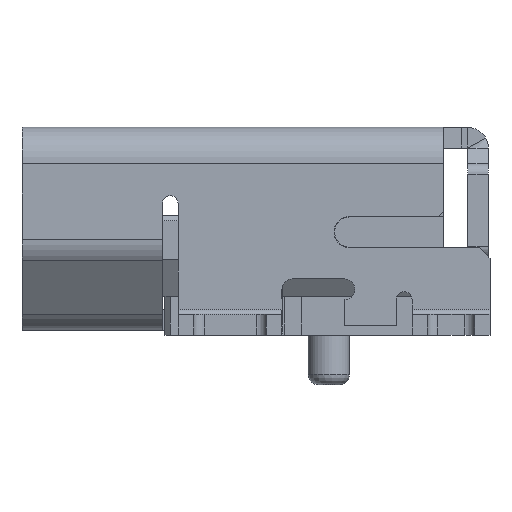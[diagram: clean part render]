
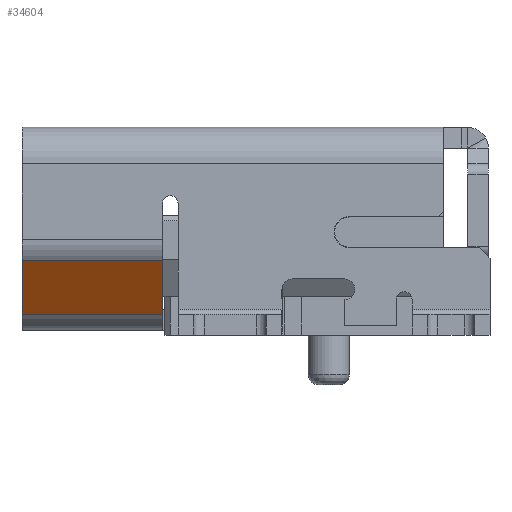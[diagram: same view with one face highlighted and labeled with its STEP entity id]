
A CAD part, front view. The second image highlights one B-rep face of the part: STEP entity #34604.
In plain terms, the highlighted planar face has unit normal (0, -0.817, -0.576).
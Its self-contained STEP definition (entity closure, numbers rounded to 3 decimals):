
#30150 = CYLINDRICAL_SURFACE('',#30151,0.7);
#30151 = AXIS2_PLACEMENT_3D('',#30152,#30153,#30154);
#30152 = CARTESIAN_POINT('',(-0.815,-2.415,
    0.942));
#30153 = DIRECTION('',(-1.,0.,0.));
#30154 = DIRECTION('',(0.,0.,-1.));
#33800 = VERTEX_POINT('',#33801);
#33801 = CARTESIAN_POINT('',(-5.,-2.987,0.539));
#33856 = VERTEX_POINT('',#33857);
#33857 = CARTESIAN_POINT('',(-2.3,-2.987,0.539));
#33905 = EDGE_CURVE('',#33856,#33800,#33906,.T.);
#33906 = SURFACE_CURVE('',#33907,(#33911,#33940),.PCURVE_S1.);
#33907 = LINE('',#33908,#33909);
#33908 = CARTESIAN_POINT('',(4.384,-2.987,
    0.539));
#33909 = VECTOR('',#33910,1.);
#33910 = DIRECTION('',(-1.,0.,0.));
#33911 = PCURVE('',#30150,#33912);
#33912 = DEFINITIONAL_REPRESENTATION('',(#33913),#33939);
#33913 = B_SPLINE_CURVE_WITH_KNOTS('',3,(#33914,#33915,#33916,#33917,
    #33918,#33919,#33920,#33921,#33922,#33923,#33924,#33925,#33926,
    #33927,#33928,#33929,#33930,#33931,#33932,#33933,#33934,#33935,
    #33936,#33937,#33938),.UNSPECIFIED.,.F.,.F.,(4,1,1,1,1,1,1,1,1,1,1,1
    ,1,1,1,1,1,1,1,1,1,1,4),(6.684,6.807,
    6.93,7.052,7.175,7.298,
    7.421,7.543,7.666,7.789,
    7.911,8.034,8.157,8.28,
    8.402,8.525,8.648,8.771,
    8.893,9.016,9.139,9.261,
    9.384),.UNSPECIFIED.);
#33914 = CARTESIAN_POINT('',(0.957,1.485));
#33915 = CARTESIAN_POINT('',(0.957,1.526));
#33916 = CARTESIAN_POINT('',(0.957,1.608));
#33917 = CARTESIAN_POINT('',(0.957,1.731));
#33918 = CARTESIAN_POINT('',(0.957,1.854));
#33919 = CARTESIAN_POINT('',(0.957,1.976));
#33920 = CARTESIAN_POINT('',(0.957,2.099));
#33921 = CARTESIAN_POINT('',(0.957,2.222));
#33922 = CARTESIAN_POINT('',(0.957,2.344));
#33923 = CARTESIAN_POINT('',(0.957,2.467));
#33924 = CARTESIAN_POINT('',(0.957,2.59));
#33925 = CARTESIAN_POINT('',(0.957,2.713));
#33926 = CARTESIAN_POINT('',(0.957,2.835));
#33927 = CARTESIAN_POINT('',(0.957,2.958));
#33928 = CARTESIAN_POINT('',(0.957,3.081));
#33929 = CARTESIAN_POINT('',(0.957,3.204));
#33930 = CARTESIAN_POINT('',(0.957,3.326));
#33931 = CARTESIAN_POINT('',(0.957,3.449));
#33932 = CARTESIAN_POINT('',(0.957,3.572));
#33933 = CARTESIAN_POINT('',(0.957,3.694));
#33934 = CARTESIAN_POINT('',(0.957,3.817));
#33935 = CARTESIAN_POINT('',(0.957,3.94));
#33936 = CARTESIAN_POINT('',(0.957,4.063));
#33937 = CARTESIAN_POINT('',(0.957,4.144));
#33938 = CARTESIAN_POINT('',(0.957,4.185));
#33939 = ( GEOMETRIC_REPRESENTATION_CONTEXT(2) 
PARAMETRIC_REPRESENTATION_CONTEXT() REPRESENTATION_CONTEXT('2D SPACE',''
  ) );
#33940 = PCURVE('',#33941,#33946);
#33941 = PLANE('',#33942);
#33942 = AXIS2_PLACEMENT_3D('',#33943,#33944,#33945);
#33943 = CARTESIAN_POINT('',(4.384,-5.249,
    3.748));
#33944 = DIRECTION('',(0.,-0.817,
    -0.576));
#33945 = DIRECTION('',(-1.,0.,0.));
#33946 = DEFINITIONAL_REPRESENTATION('',(#33947),#33951);
#33947 = LINE('',#33948,#33949);
#33948 = CARTESIAN_POINT('',(0.,3.926));
#33949 = VECTOR('',#33950,1.);
#33950 = DIRECTION('',(1.,0.));
#33951 = ( GEOMETRIC_REPRESENTATION_CONTEXT(2) 
PARAMETRIC_REPRESENTATION_CONTEXT() REPRESENTATION_CONTEXT('2D SPACE',''
  ) );
#34460 = PLANE('',#34461);
#34461 = AXIS2_PLACEMENT_3D('',#34462,#34463,#34464);
#34462 = CARTESIAN_POINT('',(-2.3,-2.232,0.162));
#34463 = DIRECTION('',(1.,0.,0.));
#34464 = DIRECTION('',(0.,-0.576,
    0.817));
#34590 = PLANE('',#34591);
#34591 = AXIS2_PLACEMENT_3D('',#34592,#34593,#34594);
#34592 = CARTESIAN_POINT('',(-5.,-12.363,14.533));
#34593 = DIRECTION('',(-1.,0.,0.));
#34594 = DIRECTION('',(0.,0.576,
    -0.817));
#34604 = ADVANCED_FACE('',(#34605),#33941,.T.);
#34605 = FACE_BOUND('',#34606,.T.);
#34606 = EDGE_LOOP('',(#34607,#34608,#34631,#34681));
#34607 = ORIENTED_EDGE('',*,*,#33905,.F.);
#34608 = ORIENTED_EDGE('',*,*,#34609,.T.);
#34609 = EDGE_CURVE('',#33856,#34610,#34612,.T.);
#34610 = VERTEX_POINT('',#34611);
#34611 = CARTESIAN_POINT('',(-2.3,-3.722,1.582));
#34612 = SURFACE_CURVE('',#34613,(#34617,#34624),.PCURVE_S1.);
#34613 = LINE('',#34614,#34615);
#34614 = CARTESIAN_POINT('',(-2.3,-2.559,-0.068));
#34615 = VECTOR('',#34616,1.);
#34616 = DIRECTION('',(0.,-0.576,
    0.817));
#34617 = PCURVE('',#33941,#34618);
#34618 = DEFINITIONAL_REPRESENTATION('',(#34619),#34623);
#34619 = LINE('',#34620,#34621);
#34620 = CARTESIAN_POINT('',(6.684,4.669));
#34621 = VECTOR('',#34622,1.);
#34622 = DIRECTION('',(0.,-1.));
#34623 = ( GEOMETRIC_REPRESENTATION_CONTEXT(2) 
PARAMETRIC_REPRESENTATION_CONTEXT() REPRESENTATION_CONTEXT('2D SPACE',''
  ) );
#34624 = PCURVE('',#34460,#34625);
#34625 = DEFINITIONAL_REPRESENTATION('',(#34626),#34630);
#34626 = LINE('',#34627,#34628);
#34627 = CARTESIAN_POINT('',(0.,0.4));
#34628 = VECTOR('',#34629,1.);
#34629 = DIRECTION('',(1.,0.));
#34630 = ( GEOMETRIC_REPRESENTATION_CONTEXT(2) 
PARAMETRIC_REPRESENTATION_CONTEXT() REPRESENTATION_CONTEXT('2D SPACE',''
  ) );
#34631 = ORIENTED_EDGE('',*,*,#34632,.T.);
#34632 = EDGE_CURVE('',#34610,#34633,#34635,.T.);
#34633 = VERTEX_POINT('',#34634);
#34634 = CARTESIAN_POINT('',(-5.,-3.722,1.582));
#34635 = SURFACE_CURVE('',#34636,(#34640,#34647),.PCURVE_S1.);
#34636 = LINE('',#34637,#34638);
#34637 = CARTESIAN_POINT('',(4.384,-3.722,
    1.582));
#34638 = VECTOR('',#34639,1.);
#34639 = DIRECTION('',(-1.,0.,0.));
#34640 = PCURVE('',#33941,#34641);
#34641 = DEFINITIONAL_REPRESENTATION('',(#34642),#34646);
#34642 = LINE('',#34643,#34644);
#34643 = CARTESIAN_POINT('',(0.,2.65));
#34644 = VECTOR('',#34645,1.);
#34645 = DIRECTION('',(1.,0.));
#34646 = ( GEOMETRIC_REPRESENTATION_CONTEXT(2) 
PARAMETRIC_REPRESENTATION_CONTEXT() REPRESENTATION_CONTEXT('2D SPACE',''
  ) );
#34647 = PCURVE('',#34648,#34653);
#34648 = CYLINDRICAL_SURFACE('',#34649,0.7);
#34649 = AXIS2_PLACEMENT_3D('',#34650,#34651,#34652);
#34650 = CARTESIAN_POINT('',(-0.903,-3.15,1.985));
#34651 = DIRECTION('',(-1.,0.,0.));
#34652 = DIRECTION('',(0.,-1.,0.));
#34653 = DEFINITIONAL_REPRESENTATION('',(#34654),#34680);
#34654 = B_SPLINE_CURVE_WITH_KNOTS('',3,(#34655,#34656,#34657,#34658,
    #34659,#34660,#34661,#34662,#34663,#34664,#34665,#34666,#34667,
    #34668,#34669,#34670,#34671,#34672,#34673,#34674,#34675,#34676,
    #34677,#34678,#34679),.UNSPECIFIED.,.F.,.F.,(4,1,1,1,1,1,1,1,1,1,1,1
    ,1,1,1,1,1,1,1,1,1,1,4),(6.684,6.807,
    6.93,7.052,7.175,7.298,
    7.421,7.543,7.666,7.789,
    7.911,8.034,8.157,8.28,
    8.402,8.525,8.648,8.771,
    8.893,9.016,9.139,9.261,
    9.384),.UNSPECIFIED.);
#34655 = CARTESIAN_POINT('',(5.669,1.397));
#34656 = CARTESIAN_POINT('',(5.669,1.438));
#34657 = CARTESIAN_POINT('',(5.669,1.519));
#34658 = CARTESIAN_POINT('',(5.669,1.642));
#34659 = CARTESIAN_POINT('',(5.669,1.765));
#34660 = CARTESIAN_POINT('',(5.669,1.888));
#34661 = CARTESIAN_POINT('',(5.669,2.01));
#34662 = CARTESIAN_POINT('',(5.669,2.133));
#34663 = CARTESIAN_POINT('',(5.669,2.256));
#34664 = CARTESIAN_POINT('',(5.669,2.379));
#34665 = CARTESIAN_POINT('',(5.669,2.501));
#34666 = CARTESIAN_POINT('',(5.669,2.624));
#34667 = CARTESIAN_POINT('',(5.669,2.747));
#34668 = CARTESIAN_POINT('',(5.669,2.869));
#34669 = CARTESIAN_POINT('',(5.669,2.992));
#34670 = CARTESIAN_POINT('',(5.669,3.115));
#34671 = CARTESIAN_POINT('',(5.669,3.238));
#34672 = CARTESIAN_POINT('',(5.669,3.36));
#34673 = CARTESIAN_POINT('',(5.669,3.483));
#34674 = CARTESIAN_POINT('',(5.669,3.606));
#34675 = CARTESIAN_POINT('',(5.669,3.729));
#34676 = CARTESIAN_POINT('',(5.669,3.851));
#34677 = CARTESIAN_POINT('',(5.669,3.974));
#34678 = CARTESIAN_POINT('',(5.669,4.056));
#34679 = CARTESIAN_POINT('',(5.669,4.097));
#34680 = ( GEOMETRIC_REPRESENTATION_CONTEXT(2) 
PARAMETRIC_REPRESENTATION_CONTEXT() REPRESENTATION_CONTEXT('2D SPACE',''
  ) );
#34681 = ORIENTED_EDGE('',*,*,#34682,.T.);
#34682 = EDGE_CURVE('',#34633,#33800,#34683,.T.);
#34683 = SURFACE_CURVE('',#34684,(#34688,#34695),.PCURVE_S1.);
#34684 = LINE('',#34685,#34686);
#34685 = CARTESIAN_POINT('',(-5.,-12.69,14.302));
#34686 = VECTOR('',#34687,1.);
#34687 = DIRECTION('',(0.,0.576,
    -0.817));
#34688 = PCURVE('',#33941,#34689);
#34689 = DEFINITIONAL_REPRESENTATION('',(#34690),#34694);
#34690 = LINE('',#34691,#34692);
#34691 = CARTESIAN_POINT('',(9.384,-12.914));
#34692 = VECTOR('',#34693,1.);
#34693 = DIRECTION('',(0.,1.));
#34694 = ( GEOMETRIC_REPRESENTATION_CONTEXT(2) 
PARAMETRIC_REPRESENTATION_CONTEXT() REPRESENTATION_CONTEXT('2D SPACE',''
  ) );
#34695 = PCURVE('',#34590,#34696);
#34696 = DEFINITIONAL_REPRESENTATION('',(#34697),#34701);
#34697 = LINE('',#34698,#34699);
#34698 = CARTESIAN_POINT('',(0.,0.4));
#34699 = VECTOR('',#34700,1.);
#34700 = DIRECTION('',(1.,0.));
#34701 = ( GEOMETRIC_REPRESENTATION_CONTEXT(2) 
PARAMETRIC_REPRESENTATION_CONTEXT() REPRESENTATION_CONTEXT('2D SPACE',''
  ) );
